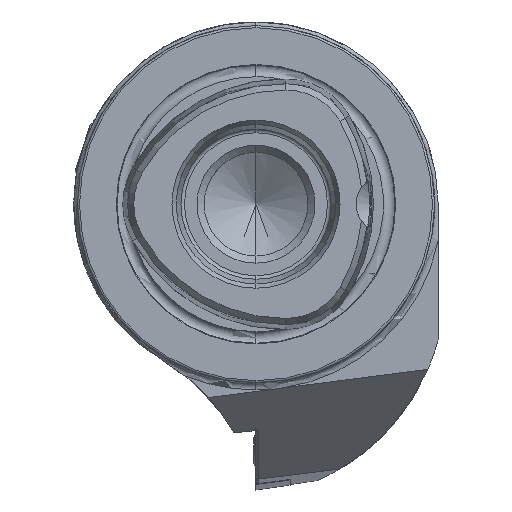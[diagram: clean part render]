
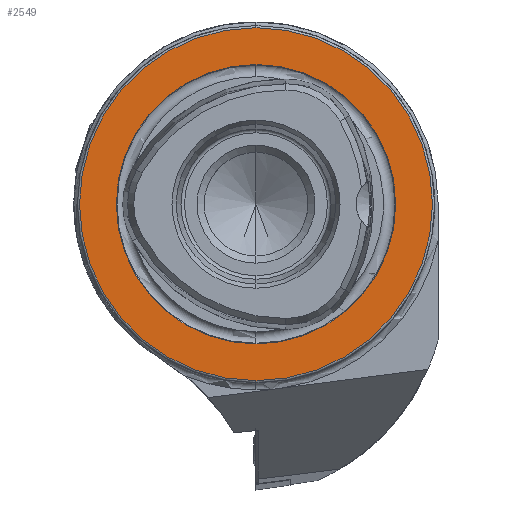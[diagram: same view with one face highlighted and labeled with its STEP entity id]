
A CAD part, left-side view. The second image highlights one B-rep face of the part: STEP entity #2549.
In plain terms, the highlighted planar face has unit normal (-1, 0, 0).
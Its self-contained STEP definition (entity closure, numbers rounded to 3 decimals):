
#189 = CARTESIAN_POINT ( 'NONE',  ( 0., 0., 24.7 ) ) ;
#391 = CIRCLE ( 'NONE', #5472, 24.7 ) ;
#901 = AXIS2_PLACEMENT_3D ( 'NONE', #12303, #10571, #3921 ) ;
#928 = FACE_OUTER_BOUND ( 'NONE', #12395, .T. ) ;
#2304 = DIRECTION ( 'NONE',  ( 0., 0., -1. ) ) ;
#2549 = ADVANCED_FACE ( 'NONE', ( #7836, #928 ), #6274, .F. ) ;
#3863 = CARTESIAN_POINT ( 'NONE',  ( 0., 0., 0. ) ) ;
#3868 = VERTEX_POINT ( 'NONE', #8626 ) ;
#3921 = DIRECTION ( 'NONE',  ( 0., 0., 1. ) ) ;
#4097 = ORIENTED_EDGE ( 'NONE', *, *, #6192, .T. ) ;
#5030 = CARTESIAN_POINT ( 'NONE',  ( 0., 0., 0. ) ) ;
#5472 = AXIS2_PLACEMENT_3D ( 'NONE', #3863, #11664, #6238 ) ;
#6001 = VERTEX_POINT ( 'NONE', #12745 ) ;
#6192 = EDGE_CURVE ( 'NONE', #3868, #12307, #9389, .T. ) ;
#6238 = DIRECTION ( 'NONE',  ( 0., 0., 1. ) ) ;
#6274 = PLANE ( 'NONE',  #7855 ) ;
#6500 = AXIS2_PLACEMENT_3D ( 'NONE', #5030, #7643, #11928 ) ;
#7098 = DIRECTION ( 'NONE',  ( 0., 0., 1. ) ) ;
#7643 = DIRECTION ( 'NONE',  ( -1., 0., 0. ) ) ;
#7700 = CARTESIAN_POINT ( 'NONE',  ( 0., 0., -19.55 ) ) ;
#7836 = FACE_BOUND ( 'NONE', #8823, .T. ) ;
#7855 = AXIS2_PLACEMENT_3D ( 'NONE', #8999, #15638, #2304 ) ;
#8454 = CIRCLE ( 'NONE', #901, 19.55 ) ;
#8626 = CARTESIAN_POINT ( 'NONE',  ( 0., 0., -24.7 ) ) ;
#8701 = EDGE_CURVE ( 'NONE', #12307, #3868, #391, .T. ) ;
#8823 = EDGE_LOOP ( 'NONE', ( #16152, #11385 ) ) ;
#8999 = CARTESIAN_POINT ( 'NONE',  ( 0., 19.55, 0. ) ) ;
#9389 = CIRCLE ( 'NONE', #14680, 24.7 ) ;
#10571 = DIRECTION ( 'NONE',  ( -1., 0., 0. ) ) ;
#11385 = ORIENTED_EDGE ( 'NONE', *, *, #13754, .F. ) ;
#11664 = DIRECTION ( 'NONE',  ( -1., 0., 0. ) ) ;
#11772 = EDGE_CURVE ( 'NONE', #6001, #16946, #8454, .T. ) ;
#11928 = DIRECTION ( 'NONE',  ( 0., 0., 1. ) ) ;
#12186 = CARTESIAN_POINT ( 'NONE',  ( 0., 0., 0. ) ) ;
#12303 = CARTESIAN_POINT ( 'NONE',  ( 0., 0., 0. ) ) ;
#12307 = VERTEX_POINT ( 'NONE', #189 ) ;
#12395 = EDGE_LOOP ( 'NONE', ( #16783, #4097 ) ) ;
#12745 = CARTESIAN_POINT ( 'NONE',  ( 0., 0., 19.55 ) ) ;
#12903 = CIRCLE ( 'NONE', #6500, 19.55 ) ;
#13185 = DIRECTION ( 'NONE',  ( -1., 0., 0. ) ) ;
#13754 = EDGE_CURVE ( 'NONE', #16946, #6001, #12903, .T. ) ;
#14680 = AXIS2_PLACEMENT_3D ( 'NONE', #12186, #13185, #7098 ) ;
#15638 = DIRECTION ( 'NONE',  ( 1., 0., 0. ) ) ;
#16152 = ORIENTED_EDGE ( 'NONE', *, *, #11772, .F. ) ;
#16783 = ORIENTED_EDGE ( 'NONE', *, *, #8701, .T. ) ;
#16946 = VERTEX_POINT ( 'NONE', #7700 ) ;
